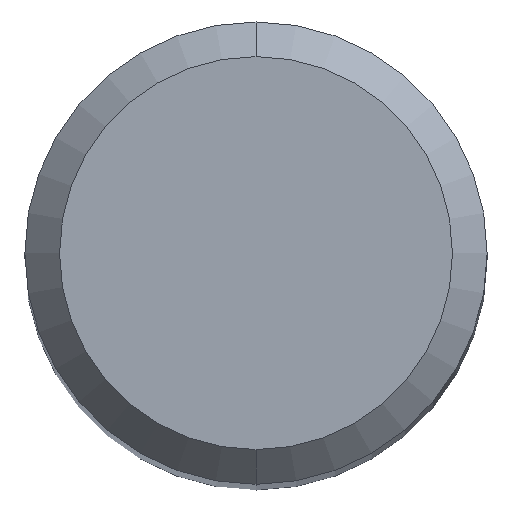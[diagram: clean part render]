
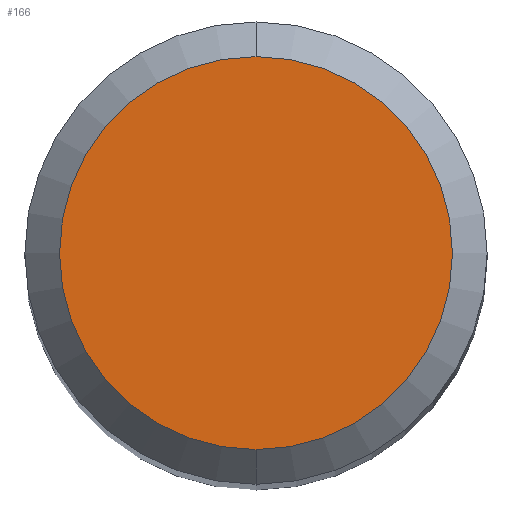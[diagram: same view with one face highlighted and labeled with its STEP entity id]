
A CAD part, top view. The second image highlights one B-rep face of the part: STEP entity #166.
In plain terms, the highlighted planar face has unit normal (0, 0, 1).
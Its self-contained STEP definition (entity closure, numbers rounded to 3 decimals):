
#100=EDGE_CURVE('',#178,#208,#249,.T.);
#166=ADVANCED_FACE('',(#323),#324,.T.);
#178=VERTEX_POINT('',#336);
#208=VERTEX_POINT('',#371);
#214=EDGE_CURVE('',#208,#178,#378,.T.);
#249=CIRCLE('',#408,1.7);
#323=FACE_OUTER_BOUND('',#504,.T.);
#324=PLANE('',#505);
#336=CARTESIAN_POINT('',(0.,-1.7,0.0));
#371=CARTESIAN_POINT('',(0.0,1.7,0.0));
#378=CIRCLE('',#569,1.7);
#408=AXIS2_PLACEMENT_3D('',#589,#590,#591);
#504=EDGE_LOOP('',(#670,#671));
#505=AXIS2_PLACEMENT_3D('',#672,#673,#674);
#569=AXIS2_PLACEMENT_3D('',#753,#754,#755);
#589=CARTESIAN_POINT('',(0.0,0.0,0.0));
#590=DIRECTION('',(0.0,0.0,-1.0));
#591=DIRECTION('',(0.0,1.0,0.0));
#670=ORIENTED_EDGE('',*,*,#214,.F.);
#671=ORIENTED_EDGE('',*,*,#100,.F.);
#672=CARTESIAN_POINT('',(0.0,0.85,0.0));
#673=DIRECTION('',(-0.0,0.0,1.0));
#674=DIRECTION('',(0.0,-1.0,0.0));
#753=CARTESIAN_POINT('',(0.0,0.0,0.0));
#754=DIRECTION('',(0.0,0.0,-1.0));
#755=DIRECTION('',(0.0,1.0,0.0));
